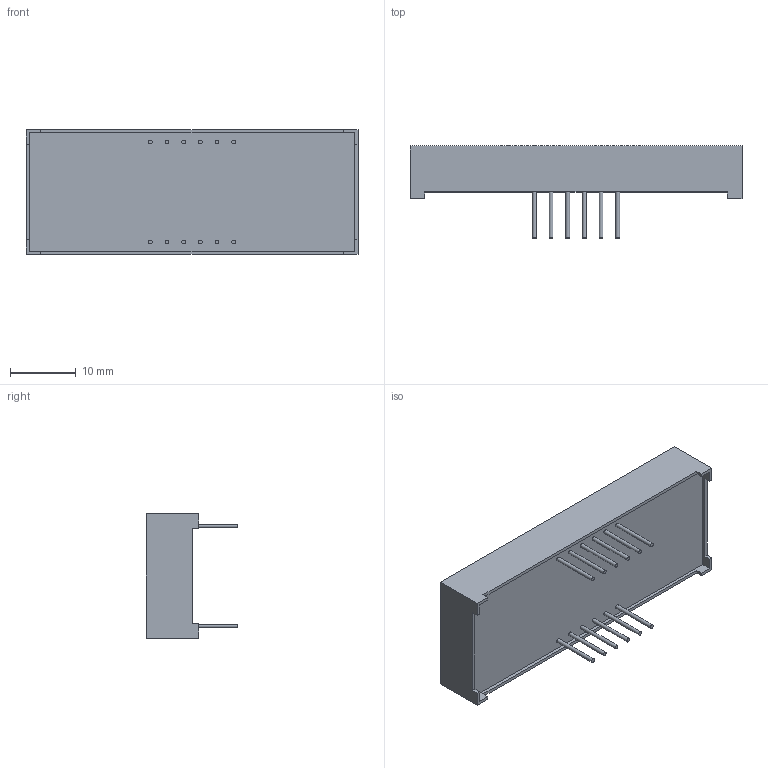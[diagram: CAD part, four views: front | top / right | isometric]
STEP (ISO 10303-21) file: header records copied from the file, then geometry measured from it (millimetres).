
FILE_DESCRIPTION(/* description */ (''),/* implementation_level */ '2;1');
FILE_NAME(/* name */ 'HSN-5641BS.step',/* time_stamp */ '2023-07-19T22:39:49+03:00',/* author */ (''),/* organization */ (''),/* preprocessor_version */ 'ST-DEVELOPER v19.2',/* originating_system */ 'Autodesk Translation Framework v12.6.0.85',/* authorisation */ '');
FILE_SCHEMA (('AUTOMOTIVE_DESIGN { 1 0 10303 214 3 1 1 }'));
Length unit declared in the file: millimetre
Products named in the file (1): 4-7-display
Bounding box: 50.6 x 14 x 19 mm (x, y, z)
Volume: 6299.6 mm3; surface area: 3210.6 mm2
Topology: 1 solids, 1 shells, 230 faces, 552 edges, 368 vertices
Faces by surface type: plane 198, cone 20, cylinder 12
Full cylindrical faces by diameter (mm): 0.6 x12
Entity records: 6750 total; most frequent: CARTESIAN_POINT 1151, ORIENTED_EDGE 1104, DIRECTION 1078, EDGE_CURVE 552, LINE 488, VECTOR 488, VERTEX_POINT 368, AXIS2_PLACEMENT_3D 295
